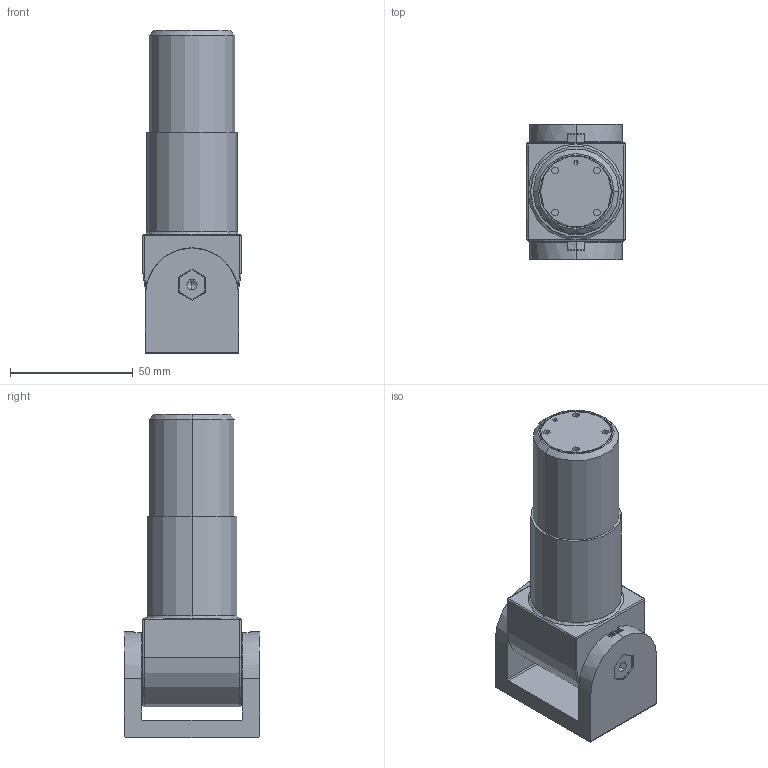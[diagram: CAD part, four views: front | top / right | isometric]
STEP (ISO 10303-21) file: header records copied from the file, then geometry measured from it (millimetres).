
FILE_DESCRIPTION (( 'STEP AP203' ), '1' );
FILE_NAME ('181-108SF-W.step', '2021-02-17T08:31:17', ( '' ), ( '' ), 'SwSTEP 2.0', 'SolidWorks 2018', '' );
FILE_SCHEMA (( 'CONFIG_CONTROL_DESIGN' ));
Length unit declared in the file: millimetre
Products named in the file (9): DIN-7991 M3-M10; Teil2_181-108SF-W Teil2; DIN-7991 M3-M10_DIN7991 M6x14; Teil1; Teil2; 181-108SF-W; Teil1_181-108SF-W Teil1
Assembly tree (7 placements, depth 2):
  Teil1
  181-108SF-W
    Teil2
    DIN-7991 M3-M10
    DIN-7991 M3-M10
  181-108SF-W
    Teil1_181-108SF-W Teil1
    Teil2_181-108SF-W Teil2
    DIN-7991 M3-M10_DIN7991 M6x14  x2
Bounding box: 40 x 55 x 131.5 mm (x, y, z)
Volume: 165493.6 mm3; surface area: 31666.1 mm2
Topology: 6 solids, 6 shells, 549 faces, 1347 edges, 855 vertices
Faces by surface type: plane 263, bspline 128, cylinder 88, cone 38, torus 28, sphere 4
Entity records: 22962 total; most frequent: CARTESIAN_POINT 10366, ORIENTED_EDGE 2560, DIRECTION 2100, EDGE_CURVE 1280, VERTEX_POINT 820, VECTOR 760, LINE 760, AXIS2_PLACEMENT_3D 670
